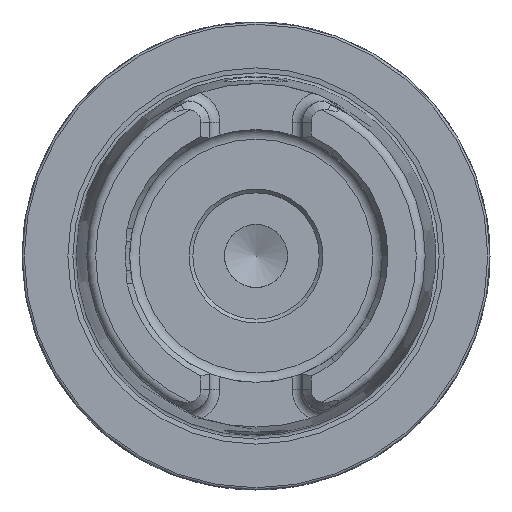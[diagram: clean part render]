
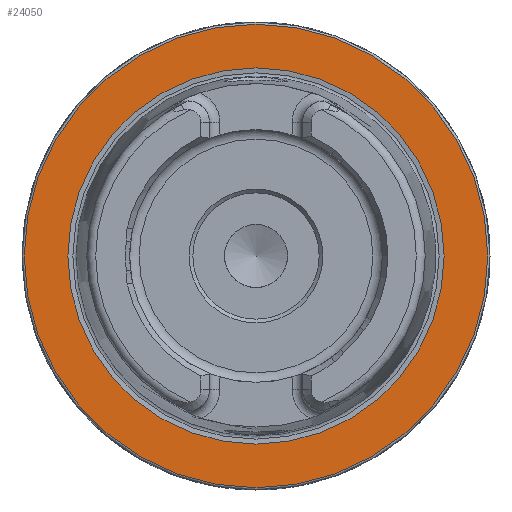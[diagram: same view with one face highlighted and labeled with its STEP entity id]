
A CAD part, left-side view. The second image highlights one B-rep face of the part: STEP entity #24050.
In plain terms, the highlighted planar face has unit normal (-1, 0, 0).
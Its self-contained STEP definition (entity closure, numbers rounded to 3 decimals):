
#662 = ORIENTED_EDGE ( 'NONE', *, *, #6846, .F. ) ;
#1664 = VERTEX_POINT ( 'NONE', #16063 ) ;
#1997 = DIRECTION ( 'NONE',  ( 1., 0., 0. ) ) ;
#2294 = CARTESIAN_POINT ( 'NONE',  ( -116.75, 0., 31.2 ) ) ;
#2349 = VERTEX_POINT ( 'NONE', #2294 ) ;
#3343 = FACE_OUTER_BOUND ( 'NONE', #25030, .T. ) ;
#3416 = ORIENTED_EDGE ( 'NONE', *, *, #9013, .T. ) ;
#3720 = FACE_BOUND ( 'NONE', #7925, .T. ) ;
#4347 = CARTESIAN_POINT ( 'NONE',  ( -116.75, 31.2, 0. ) ) ;
#4540 = DIRECTION ( 'NONE',  ( 0., 0., 1. ) ) ;
#5041 = DIRECTION ( 'NONE',  ( 0., 0., 1. ) ) ;
#6604 = DIRECTION ( 'NONE',  ( 0., 0., -1. ) ) ;
#6846 = EDGE_CURVE ( 'NONE', #1664, #1664, #16680, .T. ) ;
#7925 = EDGE_LOOP ( 'NONE', ( #662 ) ) ;
#8880 = AXIS2_PLACEMENT_3D ( 'NONE', #20093, #9108, #4540 ) ;
#9013 = EDGE_CURVE ( 'NONE', #2349, #2349, #14025, .T. ) ;
#9108 = DIRECTION ( 'NONE',  ( -1., 0., 0. ) ) ;
#9703 = AXIS2_PLACEMENT_3D ( 'NONE', #16170, #18416, #5041 ) ;
#14025 = CIRCLE ( 'NONE', #9703, 31.2 ) ;
#16063 = CARTESIAN_POINT ( 'NONE',  ( -116.75, 0., 25.324 ) ) ;
#16170 = CARTESIAN_POINT ( 'NONE',  ( -116.75, 0., 0. ) ) ;
#16680 = CIRCLE ( 'NONE', #8880, 25.324 ) ;
#18416 = DIRECTION ( 'NONE',  ( -1., 0., 0. ) ) ;
#20093 = CARTESIAN_POINT ( 'NONE',  ( -116.75, 0., 0. ) ) ;
#24050 = ADVANCED_FACE ( 'NONE', ( #3720, #3343 ), #24480, .F. ) ;
#24087 = AXIS2_PLACEMENT_3D ( 'NONE', #4347, #1997, #6604 ) ;
#24480 = PLANE ( 'NONE',  #24087 ) ;
#25030 = EDGE_LOOP ( 'NONE', ( #3416 ) ) ;
